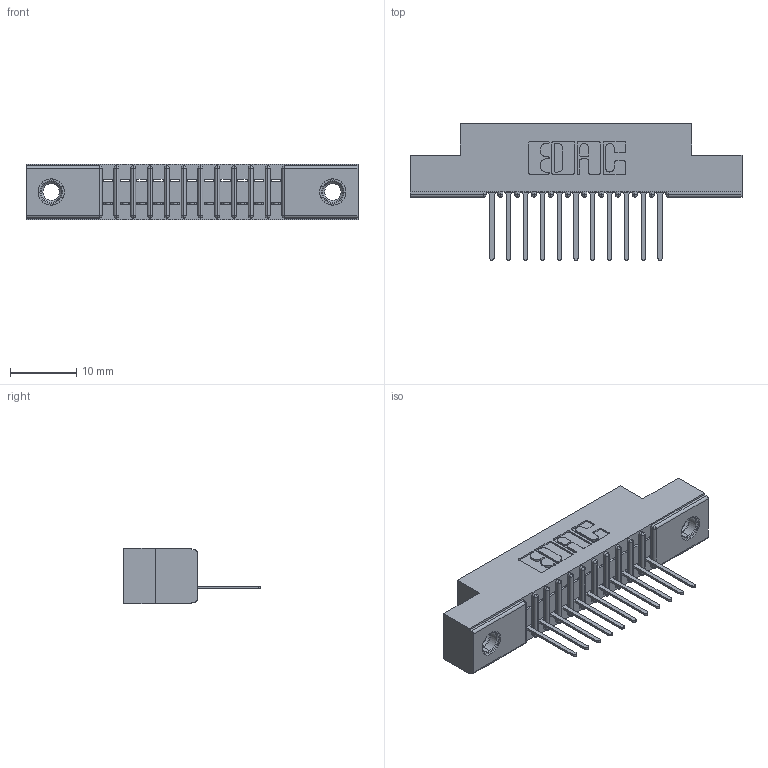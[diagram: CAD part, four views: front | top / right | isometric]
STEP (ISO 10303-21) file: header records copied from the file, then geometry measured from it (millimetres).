
FILE_DESCRIPTION (( 'STEP AP203' ), '1' );
FILE_NAME ('341-011-522-107.STEP', '2018-08-06T03:05:57', ( '' ), ( '' ), 'SwSTEP 2.0', 'SolidWorks 2016', '' );
FILE_SCHEMA (( 'CONFIG_CONTROL_DESIGN' ));
Length unit declared in the file: inch
Products named in the file (4): 341 Part_.156 (3.96) Dia Mounting Holes; 341-292-001_341-292-122; 345-250-001_345-250-005-103; 341-011-522-107
Assembly tree (14 placements, depth 2):
  341-011-522-107
    341 Part_.156 (3.96) Dia Mounting Holes
    341-292-001_341-292-122  x11
    345-250-001_345-250-005-103  x2
Bounding box: 50.16 x 20.62 x 8.38 mm (x, y, z)
Volume: 2808.8 mm3; surface area: 4782.6 mm2
Topology: 14 solids, 14 shells, 1078 faces, 3059 edges, 1962 vertices
Faces by surface type: plane 661, cylinder 357, sphere 24, torus 24, cone 12
Entity records: 18275 total; most frequent: CARTESIAN_POINT 3069, ORIENTED_EDGE 3050, DIRECTION 2999, EDGE_CURVE 1525, VECTOR 1195, LINE 1195, VERTEX_POINT 972, AXIS2_PLACEMENT_3D 902
